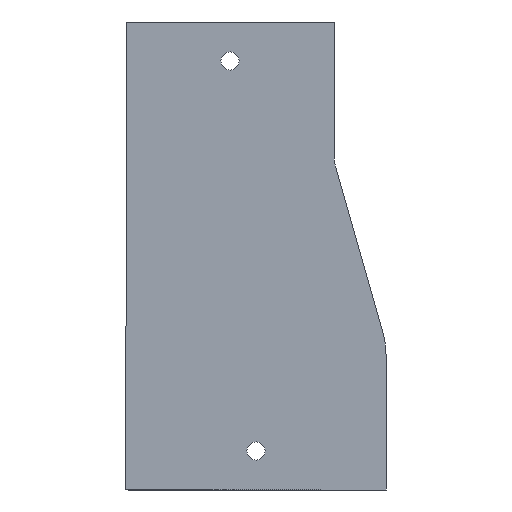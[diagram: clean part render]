
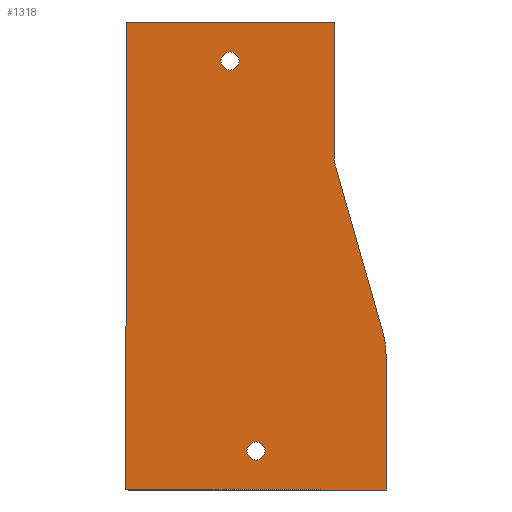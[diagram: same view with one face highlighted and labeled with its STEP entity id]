
A CAD part, front view. The second image highlights one B-rep face of the part: STEP entity #1318.
In plain terms, the highlighted planar face has unit normal (0, -1, 0).
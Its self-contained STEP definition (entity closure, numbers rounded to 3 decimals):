
#15 = CARTESIAN_POINT ( 'NONE',  ( 80.77, 0., -56.293 ) ) ;
#29 = CARTESIAN_POINT ( 'NONE',  ( 98.846, 0., -119.559 ) ) ;
#30 = CARTESIAN_POINT ( 'NONE',  ( 100., 0., -127.801 ) ) ;
#43 = CARTESIAN_POINT ( 'NONE',  ( 0., 0., 0. ) ) ;
#57 = CARTESIAN_POINT ( 'NONE',  ( 0., 0., -180. ) ) ;
#74 = CARTESIAN_POINT ( 'NONE',  ( 80., 0., 0. ) ) ;
#91 = CARTESIAN_POINT ( 'NONE',  ( 80., 0., -50.798 ) ) ;
#97 = CARTESIAN_POINT ( 'NONE',  ( 100., 0., -180. ) ) ;
#101 = DIRECTION ( 'NONE',  ( 0., 1., 0. ) ) ;
#105 = CARTESIAN_POINT ( 'NONE',  ( -100., 0., -50.798 ) ) ;
#107 = PLANE ( 'NONE',  #1571 ) ;
#109 = DIRECTION ( 'NONE',  ( 0., 0., 1. ) ) ;
#368 = CARTESIAN_POINT ( 'NONE',  ( -80., 0., 0. ) ) ;
#378 = DIRECTION ( 'NONE',  ( 1., 0., 0. ) ) ;
#383 = CARTESIAN_POINT ( 'NONE',  ( -100., 0., -180. ) ) ;
#384 = DIRECTION ( 'NONE',  ( -1., 0., 0. ) ) ;
#386 = CARTESIAN_POINT ( 'NONE',  ( 0., 0., 0. ) ) ;
#392 = DIRECTION ( 'NONE',  ( -0.275, 0., 0.962 ) ) ;
#393 = CARTESIAN_POINT ( 'NONE',  ( 50., 0., -165. ) ) ;
#394 = DIRECTION ( 'NONE',  ( 0., -1., 0. ) ) ;
#395 = DIRECTION ( 'NONE',  ( 0., 0., -1. ) ) ;
#396 = CARTESIAN_POINT ( 'NONE',  ( 40., 0., -15. ) ) ;
#397 = DIRECTION ( 'NONE',  ( 0., -1., 0. ) ) ;
#398 = DIRECTION ( 'NONE',  ( 0., 0., -1. ) ) ;
#399 = DIRECTION ( 'NONE',  ( 0., 0., 1. ) ) ;
#402 = CARTESIAN_POINT ( 'NONE',  ( 80.77, 0., -56.293 ) ) ;
#403 = CARTESIAN_POINT ( 'NONE',  ( 70., 0., -127.801 ) ) ;
#404 = DIRECTION ( 'NONE',  ( 0., -1., 0. ) ) ;
#405 = DIRECTION ( 'NONE',  ( 0., 0., 1. ) ) ;
#406 = CARTESIAN_POINT ( 'NONE',  ( 100., 0., -50.798 ) ) ;
#407 = DIRECTION ( 'NONE',  ( 0., 1., 0. ) ) ;
#408 = DIRECTION ( 'NONE',  ( 0., 0., 1. ) ) ;
#565 = ORIENTED_EDGE ( 'NONE', *, *, #1445, .F. ) ;
#566 = ORIENTED_EDGE ( 'NONE', *, *, #1446, .F. ) ;
#567 = ORIENTED_EDGE ( 'NONE', *, *, #1437, .F. ) ;
#568 = ORIENTED_EDGE ( 'NONE', *, *, #1447, .F. ) ;
#569 = ORIENTED_EDGE ( 'NONE', *, *, #1440, .F. ) ;
#570 = ORIENTED_EDGE ( 'NONE', *, *, #1588, .T. ) ;
#571 = ORIENTED_EDGE ( 'NONE', *, *, #1448, .T. ) ;
#572 = ORIENTED_EDGE ( 'NONE', *, *, #1449, .T. ) ;
#573 = ORIENTED_EDGE ( 'NONE', *, *, #1450, .T. ) ;
#574 = ORIENTED_EDGE ( 'NONE', *, *, #1608, .T. ) ;
#793 = VERTEX_POINT ( 'NONE', #15 ) ;
#807 = VERTEX_POINT ( 'NONE', #29 ) ;
#808 = VERTEX_POINT ( 'NONE', #30 ) ;
#821 = VERTEX_POINT ( 'NONE', #43 ) ;
#835 = VERTEX_POINT ( 'NONE', #57 ) ;
#879 = EDGE_LOOP ( 'NONE', ( #567, #568, #569, #570, #571, #572, #573, #574 ) ) ;
#881 = EDGE_LOOP ( 'NONE', ( #566 ) ) ;
#888 = EDGE_LOOP ( 'NONE', ( #565 ) ) ;
#903 = VERTEX_POINT ( 'NONE', #74 ) ;
#920 = VERTEX_POINT ( 'NONE', #91 ) ;
#926 = VERTEX_POINT ( 'NONE', #97 ) ;
#931 = FACE_BOUND ( 'NONE', #881, .T. ) ;
#933 = FACE_OUTER_BOUND ( 'NONE', #879, .T. ) ;
#1089 = LINE ( 'NONE', #368, #1095 ) ;
#1095 = VECTOR ( 'NONE', #378, 1000. ) ;
#1098 = LINE ( 'NONE', #383, #1101 ) ;
#1101 = VECTOR ( 'NONE', #384, 1000. ) ;
#1102 = LINE ( 'NONE', #402, #1116 ) ;
#1108 = CIRCLE ( 'NONE', #1617, 3.5 ) ;
#1110 = LINE ( 'NONE', #386, #1114 ) ;
#1111 = CIRCLE ( 'NONE', #1670, 30. ) ;
#1112 = CIRCLE ( 'NONE', #1671, 3.5 ) ;
#1113 = CIRCLE ( 'NONE', #1669, 20. ) ;
#1114 = VECTOR ( 'NONE', #399, 1000. ) ;
#1116 = VECTOR ( 'NONE', #392, 1000. ) ;
#1240 = LINE ( 'NONE', #1751, #1243 ) ;
#1243 = VECTOR ( 'NONE', #1752, 1000. ) ;
#1268 = LINE ( 'NONE', #1792, #1276 ) ;
#1276 = VECTOR ( 'NONE', #1798, 1000. ) ;
#1280 = VERTEX_POINT ( 'NONE', #1800 ) ;
#1281 = VERTEX_POINT ( 'NONE', #1804 ) ;
#1318 = ADVANCED_FACE ( 'NONE', ( #1376, #931, #933 ), #107, .F. ) ;
#1376 = FACE_BOUND ( 'NONE', #888, .T. ) ;
#1437 = EDGE_CURVE ( 'NONE', #821, #903, #1089, .T. ) ;
#1440 = EDGE_CURVE ( 'NONE', #926, #835, #1098, .T. ) ;
#1445 = EDGE_CURVE ( 'NONE', #1280, #1280, #1108, .T. ) ;
#1446 = EDGE_CURVE ( 'NONE', #1281, #1281, #1112, .T. ) ;
#1447 = EDGE_CURVE ( 'NONE', #835, #821, #1110, .T. ) ;
#1448 = EDGE_CURVE ( 'NONE', #808, #807, #1111, .T. ) ;
#1449 = EDGE_CURVE ( 'NONE', #807, #793, #1102, .T. ) ;
#1450 = EDGE_CURVE ( 'NONE', #793, #920, #1113, .T. ) ;
#1571 = AXIS2_PLACEMENT_3D ( 'NONE', #105, #101, #109 ) ;
#1588 = EDGE_CURVE ( 'NONE', #926, #808, #1240, .T. ) ;
#1608 = EDGE_CURVE ( 'NONE', #920, #903, #1268, .T. ) ;
#1617 = AXIS2_PLACEMENT_3D ( 'NONE', #393, #394, #395 ) ;
#1669 = AXIS2_PLACEMENT_3D ( 'NONE', #406, #407, #408 ) ;
#1670 = AXIS2_PLACEMENT_3D ( 'NONE', #403, #404, #405 ) ;
#1671 = AXIS2_PLACEMENT_3D ( 'NONE', #396, #397, #398 ) ;
#1751 = CARTESIAN_POINT ( 'NONE',  ( 100., 0., -127.801 ) ) ;
#1752 = DIRECTION ( 'NONE',  ( 0., 0., 1. ) ) ;
#1792 = CARTESIAN_POINT ( 'NONE',  ( 80., 0., 0. ) ) ;
#1798 = DIRECTION ( 'NONE',  ( 0., 0., 1. ) ) ;
#1800 = CARTESIAN_POINT ( 'NONE',  ( 50., 0., -168.5 ) ) ;
#1804 = CARTESIAN_POINT ( 'NONE',  ( 40., 0., -18.5 ) ) ;
